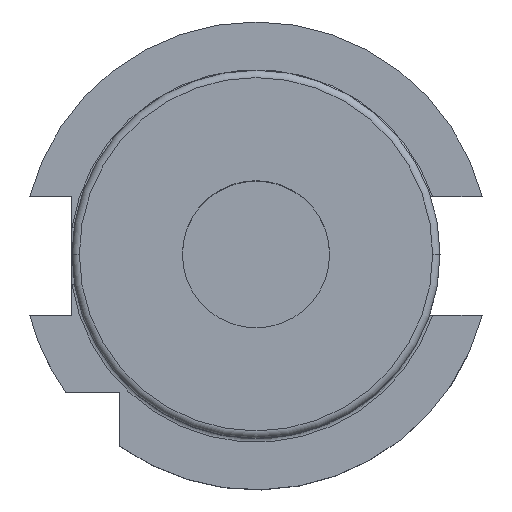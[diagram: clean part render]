
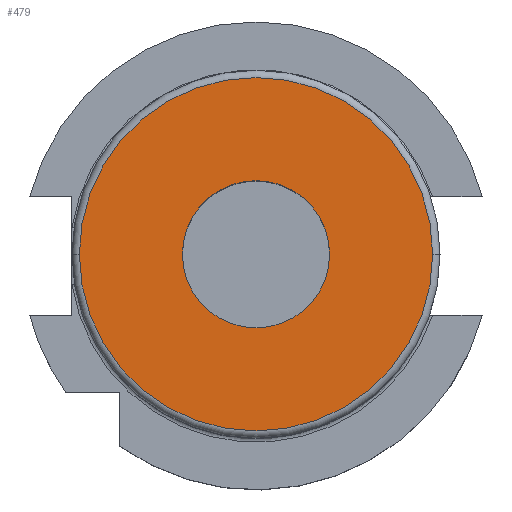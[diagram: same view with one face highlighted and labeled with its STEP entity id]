
A CAD part, top view. The second image highlights one B-rep face of the part: STEP entity #479.
In plain terms, the highlighted planar face has unit normal (0, 0, 1).
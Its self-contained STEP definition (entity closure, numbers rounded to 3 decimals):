
#106 = DIRECTION ( 'NONE',  ( 1., 0., 0. ) ) ;
#149 = DIRECTION ( 'NONE',  ( 0., 0., 1. ) ) ;
#231 = VERTEX_POINT ( 'NONE', #1363 ) ;
#302 = VERTEX_POINT ( 'NONE', #1068 ) ;
#329 = EDGE_CURVE ( 'NONE', #994, #302, #2196, .T. ) ;
#345 = FACE_OUTER_BOUND ( 'NONE', #843, .T. ) ;
#351 = ORIENTED_EDGE ( 'NONE', *, *, #714, .T. ) ;
#430 = DIRECTION ( 'NONE',  ( 1., 0., 0. ) ) ;
#479 = ADVANCED_FACE ( 'NONE', ( #1018, #345 ), #1664, .T. ) ;
#656 = DIRECTION ( 'NONE',  ( 1., 0., 0. ) ) ;
#659 = ORIENTED_EDGE ( 'NONE', *, *, #710, .F. ) ;
#667 = DIRECTION ( 'NONE',  ( 0., 0., 1. ) ) ;
#681 = VERTEX_POINT ( 'NONE', #2172 ) ;
#697 = AXIS2_PLACEMENT_3D ( 'NONE', #1816, #1125, #106 ) ;
#710 = EDGE_CURVE ( 'NONE', #681, #231, #737, .T. ) ;
#714 = EDGE_CURVE ( 'NONE', #302, #994, #1883, .T. ) ;
#735 = AXIS2_PLACEMENT_3D ( 'NONE', #831, #667, #1857 ) ;
#736 = EDGE_LOOP ( 'NONE', ( #1514, #659 ) ) ;
#737 = CIRCLE ( 'NONE', #735, 10. ) ;
#750 = CARTESIAN_POINT ( 'NONE',  ( 0., 0., 150. ) ) ;
#757 = ORIENTED_EDGE ( 'NONE', *, *, #329, .T. ) ;
#768 = DIRECTION ( 'NONE',  ( 0., 0., 1. ) ) ;
#820 = CARTESIAN_POINT ( 'NONE',  ( 0., 0., 150. ) ) ;
#831 = CARTESIAN_POINT ( 'NONE',  ( 0., 0., 150. ) ) ;
#843 = EDGE_LOOP ( 'NONE', ( #351, #757 ) ) ;
#847 = AXIS2_PLACEMENT_3D ( 'NONE', #820, #149, #656 ) ;
#855 = CIRCLE ( 'NONE', #1600, 10. ) ;
#994 = VERTEX_POINT ( 'NONE', #1366 ) ;
#1018 = FACE_BOUND ( 'NONE', #736, .T. ) ;
#1068 = CARTESIAN_POINT ( 'NONE',  ( 24., 0., 150. ) ) ;
#1075 = DIRECTION ( 'NONE',  ( 1., 0., 0. ) ) ;
#1125 = DIRECTION ( 'NONE',  ( 0., 0., 1. ) ) ;
#1128 = AXIS2_PLACEMENT_3D ( 'NONE', #750, #2123, #1075 ) ;
#1363 = CARTESIAN_POINT ( 'NONE',  ( -10., 0., 150. ) ) ;
#1366 = CARTESIAN_POINT ( 'NONE',  ( -24., 0., 150. ) ) ;
#1458 = EDGE_CURVE ( 'NONE', #231, #681, #855, .T. ) ;
#1514 = ORIENTED_EDGE ( 'NONE', *, *, #1458, .F. ) ;
#1600 = AXIS2_PLACEMENT_3D ( 'NONE', #1602, #768, #430 ) ;
#1602 = CARTESIAN_POINT ( 'NONE',  ( 0., 0., 150. ) ) ;
#1664 = PLANE ( 'NONE',  #697 ) ;
#1816 = CARTESIAN_POINT ( 'NONE',  ( 0., 25., 150. ) ) ;
#1857 = DIRECTION ( 'NONE',  ( 1., 0., 0. ) ) ;
#1883 = CIRCLE ( 'NONE', #847, 24. ) ;
#2123 = DIRECTION ( 'NONE',  ( 0., 0., 1. ) ) ;
#2172 = CARTESIAN_POINT ( 'NONE',  ( 10., 0., 150. ) ) ;
#2196 = CIRCLE ( 'NONE', #1128, 24. ) ;
